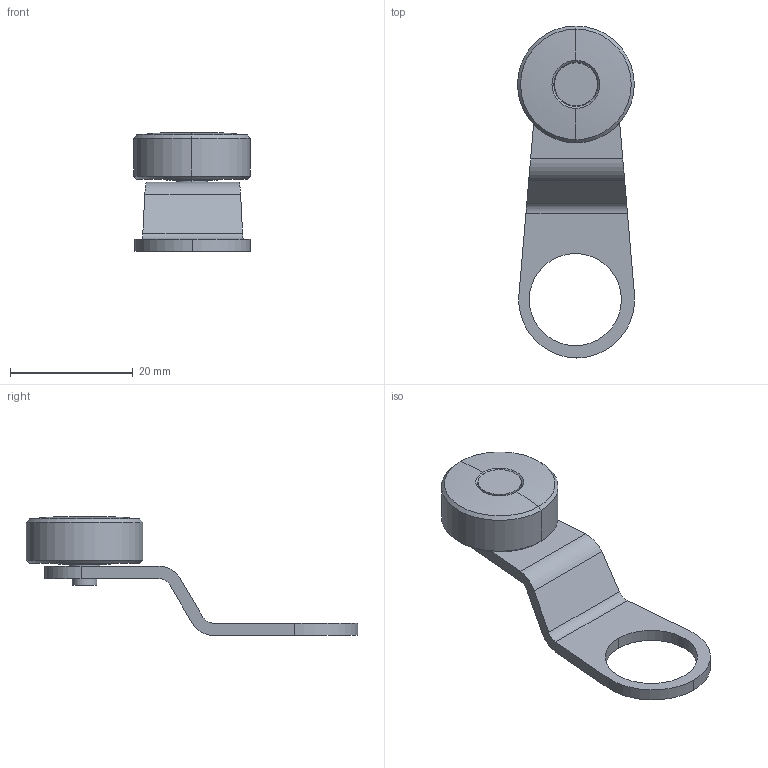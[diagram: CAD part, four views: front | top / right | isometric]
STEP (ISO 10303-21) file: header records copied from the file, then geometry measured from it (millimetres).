
FILE_DESCRIPTION(('STEP AP214'),'1');
FILE_NAME('cctmp_AF528A12-77CF-421F-ABB5-287FC3108631_2023_07_21_12_26_37_0662..stp','2023-07-21T10:26:37',('SIEMENS A&D'),('CADClick - www.CADClick.com'),'Spatial InterOp 3D postprocessed',' ','unknown authorization');
FILE_SCHEMA(('AUTOMOTIVE_DESIGN'));
Length unit declared in the file: millimetre
Products named in the file (4): cc_unnamed; 2023_07_21_12_26_37_0652; 2023_07_21_12_26_37_0649; 2023_07_21_12_26_37_0645
Assembly tree (3 placements, depth 2):
  cc_unnamed
    2023_07_21_12_26_37_0652
    2023_07_21_12_26_37_0649
    2023_07_21_12_26_37_0645
Bounding box: 19.03 x 54 x 19.34 mm (x, y, z)
Volume: 3406.6 mm3; surface area: 2991.7 mm2
Topology: 3 solids, 3 shells, 53 faces, 120 edges, 75 vertices
Faces by surface type: cylinder 24, plane 15, cone 12, torus 2
Entity records: 2535 total; most frequent: DIRECTION 296, CARTESIAN_POINT 250, STYLED_ITEM 249, PRESENTATION_STYLE_ASSIGNMENT 249, ORIENTED_EDGE 236, AXIS2_PLACEMENT_3D 121, EDGE_CURVE 118, CURVE_STYLE 118
